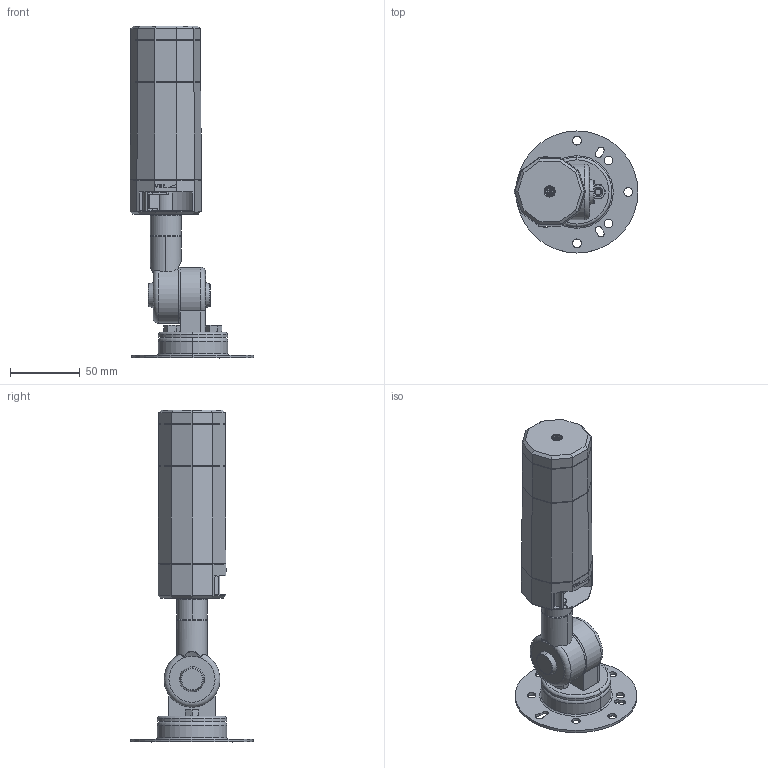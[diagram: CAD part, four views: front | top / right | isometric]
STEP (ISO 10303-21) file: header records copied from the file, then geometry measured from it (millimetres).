
FILE_DESCRIPTION((''),'2;1');
FILE_NAME('NLA50DC-1B3DZ SERIES.stp','2023-12-26T11:58:35',(''),(''),'Mechanical Desktop 2011','Mechanical Desktop 2011',', , ');
FILE_SCHEMA(('CONFIG_CONTROL_DESIGN'));
Length unit declared in the file: millimetre
Products named in the file (1): Product
Bounding box: 88.86 x 87.5 x 238 mm (x, y, z)
Volume: 332274.8 mm3; surface area: 76457.4 mm2
Topology: 22 solids, 22 shells, 519 faces, 1272 edges, 819 vertices
Faces by surface type: plane 284, cylinder 121, bspline 62, cone 28, torus 18, sphere 6
Entity records: 17043 total; most frequent: CARTESIAN_POINT 4717, ORIENTED_EDGE 2544, DIRECTION 2513, EDGE_CURVE 1272, AXIS2_PLACEMENT_3D 887, VERTEX_POINT 819, VECTOR 739, LINE 739
